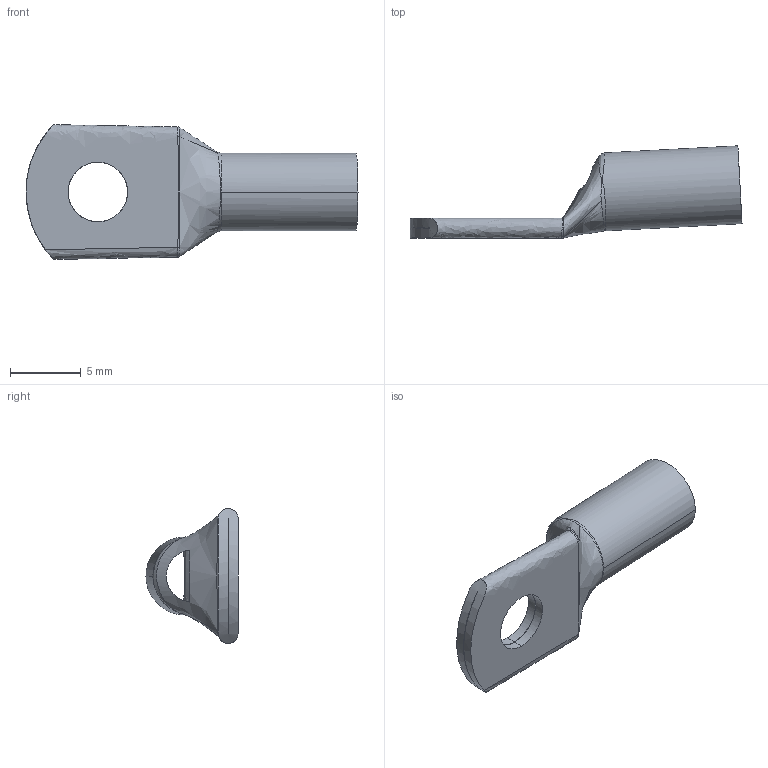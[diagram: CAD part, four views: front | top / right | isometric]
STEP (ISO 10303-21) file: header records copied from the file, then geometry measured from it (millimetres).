
FILE_DESCRIPTION (( 'STEP AP203' ), '1' );
FILE_NAME ('13191.STEP', '2023-10-04T11:47:37', ( '' ), ( '' ), 'SwSTEP 2.0', 'SolidWorks 2022', '' );
FILE_SCHEMA (( 'CONFIG_CONTROL_DESIGN' ));
Length unit declared in the file: millimetre
Products named in the file (1): 13191
Bounding box: 23.43 x 6.5 x 9.53 mm (x, y, z)
Volume: 265.7 mm3; surface area: 753.9 mm2
Topology: 1 solids, 1 shells, 30 faces, 98 edges, 70 vertices
Faces by surface type: bspline 17, cylinder 11, plane 2
Entity records: 3009 total; most frequent: CARTESIAN_POINT 2204, ORIENTED_EDGE 196, EDGE_CURVE 98, DIRECTION 85, VERTEX_POINT 70, B_SPLINE_CURVE_WITH_KNOTS 62, EDGE_LOOP 38, AXIS2_PLACEMENT_3D 35
